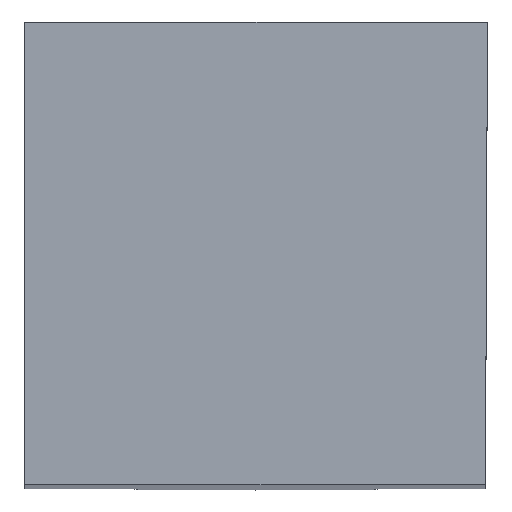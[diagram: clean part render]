
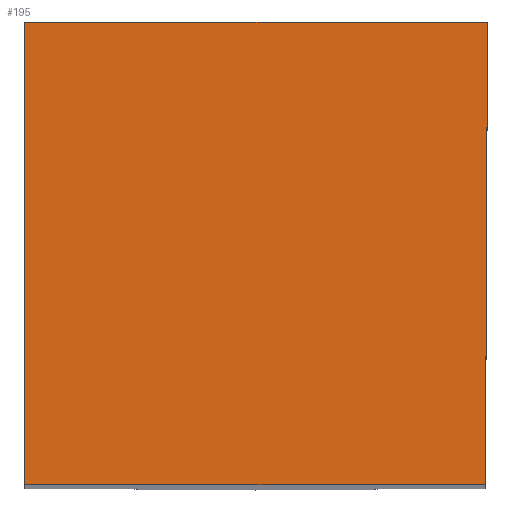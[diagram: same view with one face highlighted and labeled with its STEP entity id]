
A CAD part, top view. The second image highlights one B-rep face of the part: STEP entity #195.
In plain terms, the highlighted planar face has unit normal (0, 0, 1).
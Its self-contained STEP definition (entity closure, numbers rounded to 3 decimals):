
#88=FACE_OUTER_BOUND('',#269,.T.);
#101=LINE('',#799,#129);
#119=LINE('',#857,#147);
#121=LINE('',#868,#149);
#122=LINE('',#869,#150);
#129=VECTOR('',#660,1.);
#147=VECTOR('',#700,1.);
#149=VECTOR('',#714,1.);
#150=VECTOR('',#715,1.);
#195=ADVANCED_FACE('BLANK_BOXF006',(#88),#215,.F.);
#215=PLANE('',#594);
#269=EDGE_LOOP('',(#344,#345,#346,#347));
#344=ORIENTED_EDGE('',*,*,#468,.F.);
#345=ORIENTED_EDGE('',*,*,#462,.F.);
#346=ORIENTED_EDGE('',*,*,#469,.F.);
#347=ORIENTED_EDGE('',*,*,#436,.F.);
#398=VERTEX_POINT('',#798);
#399=VERTEX_POINT('',#800);
#419=VERTEX_POINT('',#856);
#420=VERTEX_POINT('',#858);
#436=EDGE_CURVE('',#398,#399,#101,.T.);
#462=EDGE_CURVE('',#419,#420,#119,.T.);
#468=EDGE_CURVE('',#420,#398,#121,.T.);
#469=EDGE_CURVE('',#399,#419,#122,.T.);
#594=AXIS2_PLACEMENT_3D('',#870,#716,#717);
#660=DIRECTION('',(1.,0.,0.));
#700=DIRECTION('',(-1.,0.,0.));
#714=DIRECTION('',(0.,1.,0.));
#715=DIRECTION('',(-0.004,-1.,0.));
#716=DIRECTION('',(0.,0.,-1.));
#717=DIRECTION('',(-1.,0.,0.));
#798=CARTESIAN_POINT('',(-19.875,19.875,0.));
#799=CARTESIAN_POINT('',(-138.35,19.875,0.));
#800=CARTESIAN_POINT('',(0.,19.875,0.));
#856=CARTESIAN_POINT('',(-0.087,0.,0.));
#857=CARTESIAN_POINT('',(138.35,0.,0.));
#858=CARTESIAN_POINT('',(-19.875,0.,0.));
#868=CARTESIAN_POINT('',(-19.875,-138.35,0.));
#869=CARTESIAN_POINT('',(0.517,138.349,0.));
#870=CARTESIAN_POINT('',(-24.875,-5.,0.));
